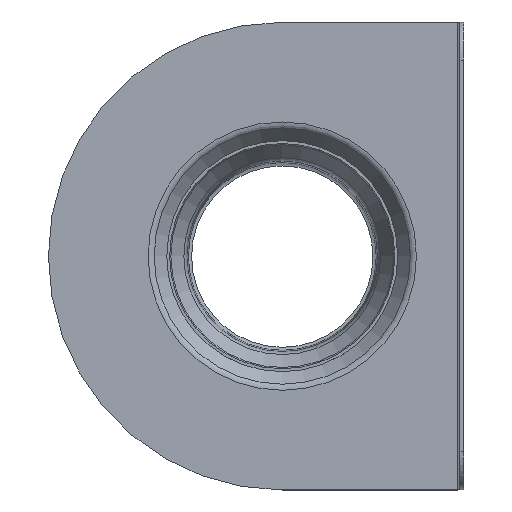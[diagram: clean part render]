
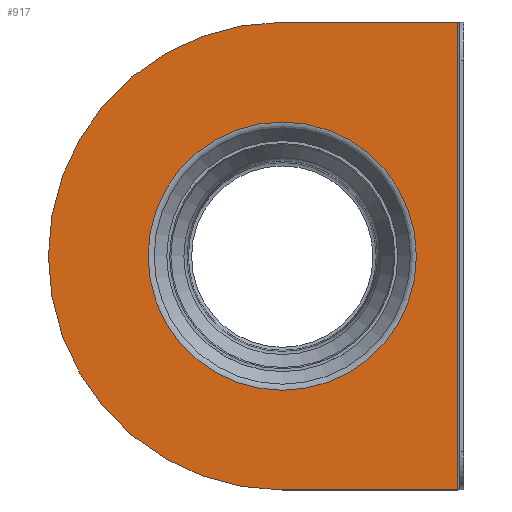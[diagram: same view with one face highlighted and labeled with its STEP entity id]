
A CAD part, top view. The second image highlights one B-rep face of the part: STEP entity #917.
In plain terms, the highlighted planar face has unit normal (0, 0, 1).
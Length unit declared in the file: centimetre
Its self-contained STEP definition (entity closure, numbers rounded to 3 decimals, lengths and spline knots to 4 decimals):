
#38=FACE_BOUND('',#268,.T.);
#50=PLANE('',#1021);
#87=LINE('',#1565,#133);
#88=LINE('',#1567,#134);
#89=LINE('',#1568,#135);
#133=VECTOR('',#1258,1.);
#134=VECTOR('',#1259,1.);
#135=VECTOR('',#1260,1.);
#206=FACE_OUTER_BOUND('',#267,.T.);
#267=EDGE_LOOP('',(#720,#721,#722,#723));
#268=EDGE_LOOP('',(#724));
#337=CIRCLE('',#1007,122.5);
#341=CIRCLE('',#1013,70.2863);
#419=VERTEX_POINT('',#1533);
#422=VERTEX_POINT('',#1538);
#425=VERTEX_POINT('',#1548);
#429=VERTEX_POINT('',#1564);
#430=VERTEX_POINT('',#1566);
#523=EDGE_CURVE('',#422,#419,#337,.T.);
#528=EDGE_CURVE('',#425,#425,#341,.T.);
#535=EDGE_CURVE('',#422,#429,#87,.T.);
#536=EDGE_CURVE('',#430,#429,#88,.T.);
#537=EDGE_CURVE('',#430,#419,#89,.T.);
#720=ORIENTED_EDGE('',*,*,#523,.F.);
#721=ORIENTED_EDGE('',*,*,#535,.T.);
#722=ORIENTED_EDGE('',*,*,#536,.F.);
#723=ORIENTED_EDGE('',*,*,#537,.T.);
#724=ORIENTED_EDGE('',*,*,#528,.T.);
#917=ADVANCED_FACE('',(#206,#38),#50,.T.);
#1007=AXIS2_PLACEMENT_3D('',#1540,#1225,#1226);
#1013=AXIS2_PLACEMENT_3D('',#1550,#1238,#1239);
#1021=AXIS2_PLACEMENT_3D('',#1563,#1256,#1257);
#1225=DIRECTION('center_axis',(0.,0.,-1.));
#1226=DIRECTION('ref_axis',(1.,0.,0.));
#1238=DIRECTION('center_axis',(0.,0.,-1.));
#1239=DIRECTION('ref_axis',(1.,0.,0.));
#1256=DIRECTION('center_axis',(0.,0.,1.));
#1257=DIRECTION('ref_axis',(0.,1.,0.));
#1258=DIRECTION('',(1.,0.,0.));
#1259=DIRECTION('',(0.,-1.,0.));
#1260=DIRECTION('',(-1.,0.,0.));
#1533=CARTESIAN_POINT('',(0.,122.5,68.));
#1538=CARTESIAN_POINT('',(0.,-122.5,68.));
#1540=CARTESIAN_POINT('Origin',(0.,0.,68.));
#1548=CARTESIAN_POINT('',(-70.2863,0.,68.));
#1550=CARTESIAN_POINT('Origin',(0.,0.,68.));
#1563=CARTESIAN_POINT('Origin',(91.75,-122.5,68.));
#1564=CARTESIAN_POINT('',(91.75,-122.5,68.));
#1565=CARTESIAN_POINT('',(39.3412,-122.5,68.));
#1566=CARTESIAN_POINT('',(91.75,122.5,68.));
#1567=CARTESIAN_POINT('',(91.75,-5.,68.));
#1568=CARTESIAN_POINT('',(39.3412,122.5,68.));
